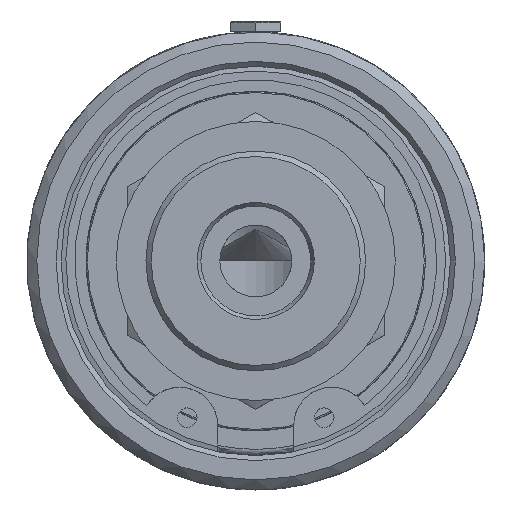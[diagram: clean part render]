
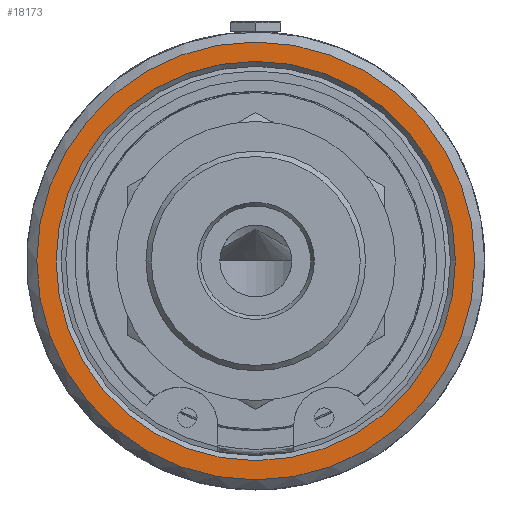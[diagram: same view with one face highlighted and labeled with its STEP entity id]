
A CAD part, left-side view. The second image highlights one B-rep face of the part: STEP entity #18173.
In plain terms, the highlighted planar face has unit normal (-1, 0, 0).
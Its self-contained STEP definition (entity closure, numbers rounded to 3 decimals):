
#18142=CARTESIAN_POINT('',(37.68,0.,-31.825));
#18143=VERTEX_POINT('',#18142);
#18144=CARTESIAN_POINT('',(37.68,0.,0.));
#18145=DIRECTION('',(-1.0,0.0,0.0));
#18146=DIRECTION('',(0.0,0.0,1.0));
#18147=AXIS2_PLACEMENT_3D('',#18144,#18145,#18146);
#18148=CIRCLE('',#18147,31.825);
#18149=EDGE_CURVE('',#18143,#18143,#18148,.T.);
#18154=CARTESIAN_POINT('',(37.68,0.,-18.25));
#18155=DIRECTION('',(1.0,0.0,0.0));
#18156=DIRECTION('',(0.0,0.0,1.0));
#18157=AXIS2_PLACEMENT_3D('',#18154,#18155,#18156);
#18158=PLANE('',#18157);
#18159=CARTESIAN_POINT('',(37.68,-34.9,0.));
#18160=VERTEX_POINT('',#18159);
#18161=CARTESIAN_POINT('',(37.68,0.,0.));
#18162=DIRECTION('',(1.0,0.0,0.0));
#18163=DIRECTION('',(0.0,1.0,0.0));
#18164=AXIS2_PLACEMENT_3D('',#18161,#18162,#18163);
#18165=CIRCLE('',#18164,34.9);
#18166=EDGE_CURVE('',#18160,#18160,#18165,.T.);
#18167=ORIENTED_EDGE('',*,*,#18166,.F.);
#18168=EDGE_LOOP('',(#18167));
#18169=FACE_OUTER_BOUND('',#18168,.T.);
#18170=ORIENTED_EDGE('',*,*,#18149,.F.);
#18171=EDGE_LOOP('',(#18170));
#18172=FACE_BOUND('',#18171,.T.);
#18173=ADVANCED_FACE('',(#18169,#18172),#18158,.F.);
